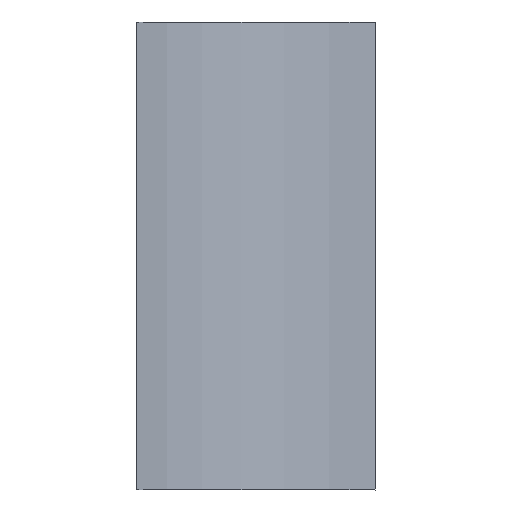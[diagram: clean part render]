
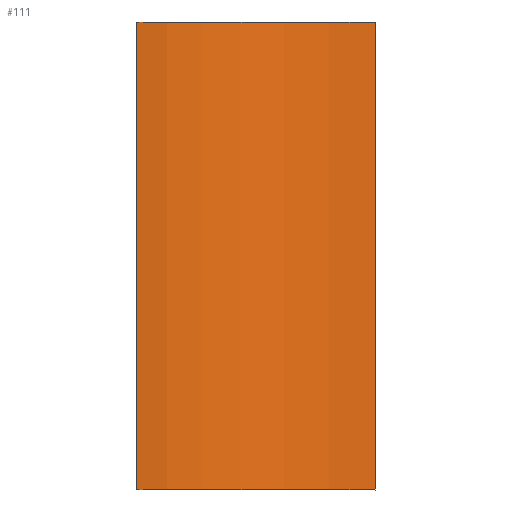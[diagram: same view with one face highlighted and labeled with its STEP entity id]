
A CAD part, top view. The second image highlights one B-rep face of the part: STEP entity #111.
In plain terms, the highlighted cylindrical face has radius 224 mm (diameter 448 mm), a partial arc.
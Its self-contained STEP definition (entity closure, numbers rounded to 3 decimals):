
#70=CARTESIAN_POINT('',(0.,0.0,0.));
#71=DIRECTION('',(0.0,1.0,0.0));
#72=DIRECTION('',(0.0,0.0,-1.0));
#73=AXIS2_PLACEMENT_3D('',#70,#71,#72);
#74=CYLINDRICAL_SURFACE('',#73,224.);
#75=CARTESIAN_POINT('',(0.,179.5,-224.));
#76=VERTEX_POINT('',#75);
#77=CARTESIAN_POINT('',(0.,-179.5,-224.));
#78=VERTEX_POINT('',#77);
#79=CARTESIAN_POINT('',(0.,179.5,-224.));
#80=DIRECTION('',(0.0,-1.0,0.0));
#81=VECTOR('',#80,359.0);
#82=LINE('',#79,#81);
#83=EDGE_CURVE('',#76,#78,#82,.T.);
#84=ORIENTED_EDGE('',*,*,#83,.T.);
#85=CARTESIAN_POINT('',(-182.882,-179.5,-129.345));
#86=VERTEX_POINT('',#85);
#87=CARTESIAN_POINT('',(0.,-179.5,0.));
#88=DIRECTION('',(0.0,1.0,0.0));
#89=DIRECTION('',(1.0,0.0,0.0));
#90=AXIS2_PLACEMENT_3D('',#87,#88,#89);
#91=CIRCLE('',#90,224.);
#92=EDGE_CURVE('',#78,#86,#91,.T.);
#93=ORIENTED_EDGE('',*,*,#92,.T.);
#94=CARTESIAN_POINT('',(-182.882,179.5,-129.345));
#95=VERTEX_POINT('',#94);
#96=CARTESIAN_POINT('',(-182.882,-179.5,-129.345));
#97=DIRECTION('',(0.0,1.0,0.0));
#98=VECTOR('',#97,359.0);
#99=LINE('',#96,#98);
#100=EDGE_CURVE('',#86,#95,#99,.T.);
#101=ORIENTED_EDGE('',*,*,#100,.T.);
#102=CARTESIAN_POINT('',(0.,179.5,0.));
#103=DIRECTION('',(0.0,-1.0,0.0));
#104=DIRECTION('',(1.0,0.0,0.0));
#105=AXIS2_PLACEMENT_3D('',#102,#103,#104);
#106=CIRCLE('',#105,224.);
#107=EDGE_CURVE('',#95,#76,#106,.T.);
#108=ORIENTED_EDGE('',*,*,#107,.T.);
#109=EDGE_LOOP('',(#84,#93,#101,#108));
#110=FACE_OUTER_BOUND('',#109,.T.);
#111=ADVANCED_FACE('',(#110),#74,.T.);
